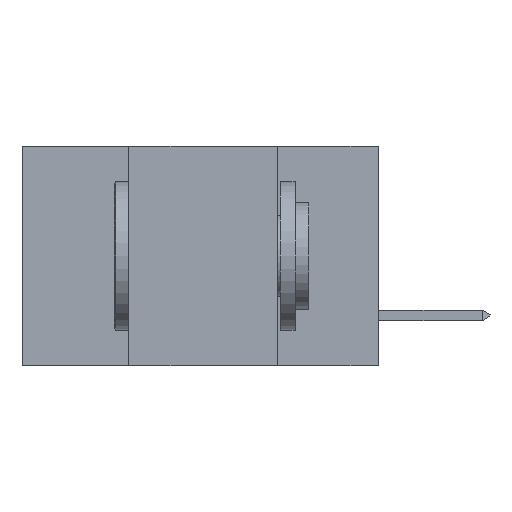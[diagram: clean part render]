
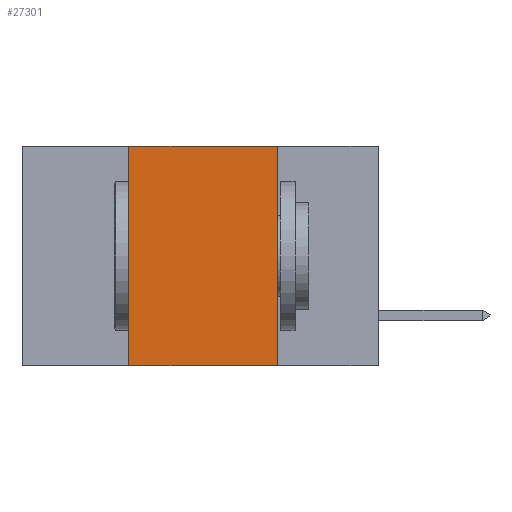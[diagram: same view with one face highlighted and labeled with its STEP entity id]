
A CAD part, left-side view. The second image highlights one B-rep face of the part: STEP entity #27301.
In plain terms, the highlighted planar face has unit normal (-1, 0, 0).
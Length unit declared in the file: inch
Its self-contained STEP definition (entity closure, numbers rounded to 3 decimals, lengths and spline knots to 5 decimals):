
#715 = DIRECTION ( 'NONE',  ( 0., -1., 0. ) ) ;
#1032 = VERTEX_POINT ( 'NONE', #22771 ) ;
#1294 = DIRECTION ( 'NONE',  ( 0., -1., 0. ) ) ;
#2599 = DIRECTION ( 'NONE',  ( 0., 0., 1. ) ) ;
#4589 = DIRECTION ( 'NONE',  ( 0., 0., -1. ) ) ;
#5561 = VECTOR ( 'NONE', #2599, 39.37008 ) ;
#6035 = ORIENTED_EDGE ( 'NONE', *, *, #10139, .F. ) ;
#6395 = VECTOR ( 'NONE', #1294, 39.37008 ) ;
#6428 = LINE ( 'NONE', #17361, #32039 ) ;
#6927 = AXIS2_PLACEMENT_3D ( 'NONE', #11032, #30974, #23103 ) ;
#7178 = CARTESIAN_POINT ( 'NONE',  ( 0., 0.42, 0. ) ) ;
#8542 = FACE_OUTER_BOUND ( 'NONE', #15232, .T. ) ;
#10139 = EDGE_CURVE ( 'NONE', #1032, #22941, #19577, .T. ) ;
#11032 = CARTESIAN_POINT ( 'NONE',  ( 0., 0.6, 0. ) ) ;
#11161 = EDGE_CURVE ( 'NONE', #12062, #1032, #26893, .T. ) ;
#12062 = VERTEX_POINT ( 'NONE', #28351 ) ;
#12653 = VERTEX_POINT ( 'NONE', #22173 ) ;
#13047 = CARTESIAN_POINT ( 'NONE',  ( 0., 0.17, 0. ) ) ;
#15232 = EDGE_LOOP ( 'NONE', ( #28664, #6035, #21930, #31259 ) ) ;
#17361 = CARTESIAN_POINT ( 'NONE',  ( 0., 0.17, 0. ) ) ;
#17739 = EDGE_CURVE ( 'NONE', #22941, #12653, #6428, .T. ) ;
#17946 = CARTESIAN_POINT ( 'NONE',  ( 0., 0.6, -0.37 ) ) ;
#19577 = LINE ( 'NONE', #23738, #6395 ) ;
#21431 = VECTOR ( 'NONE', #715, 39.37008 ) ;
#21930 = ORIENTED_EDGE ( 'NONE', *, *, #11161, .F. ) ;
#22173 = CARTESIAN_POINT ( 'NONE',  ( 0., 0.17, -0.37 ) ) ;
#22771 = CARTESIAN_POINT ( 'NONE',  ( 0., 0.42, 0. ) ) ;
#22941 = VERTEX_POINT ( 'NONE', #13047 ) ;
#23103 = DIRECTION ( 'NONE',  ( 0., 0., -1. ) ) ;
#23738 = CARTESIAN_POINT ( 'NONE',  ( 0., 0.6, 0. ) ) ;
#25578 = PLANE ( 'NONE',  #6927 ) ;
#25939 = EDGE_CURVE ( 'NONE', #12062, #12653, #26456, .T. ) ;
#26456 = LINE ( 'NONE', #17946, #21431 ) ;
#26893 = LINE ( 'NONE', #7178, #5561 ) ;
#27301 = ADVANCED_FACE ( 'NONE', ( #8542 ), #25578, .F. ) ;
#28351 = CARTESIAN_POINT ( 'NONE',  ( 0., 0.42, -0.37 ) ) ;
#28664 = ORIENTED_EDGE ( 'NONE', *, *, #17739, .F. ) ;
#30974 = DIRECTION ( 'NONE',  ( 1., 0., 0. ) ) ;
#31259 = ORIENTED_EDGE ( 'NONE', *, *, #25939, .T. ) ;
#32039 = VECTOR ( 'NONE', #4589, 39.37008 ) ;
